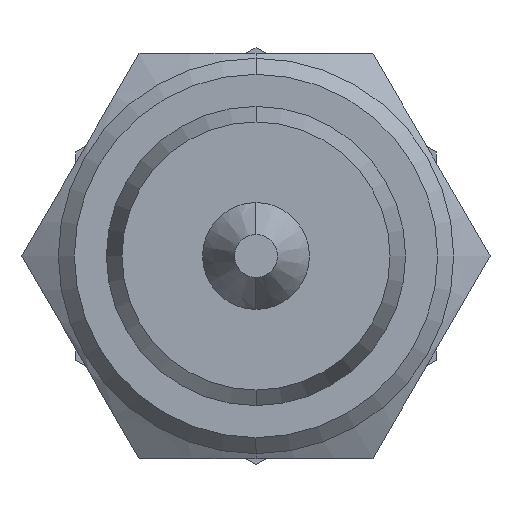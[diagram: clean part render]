
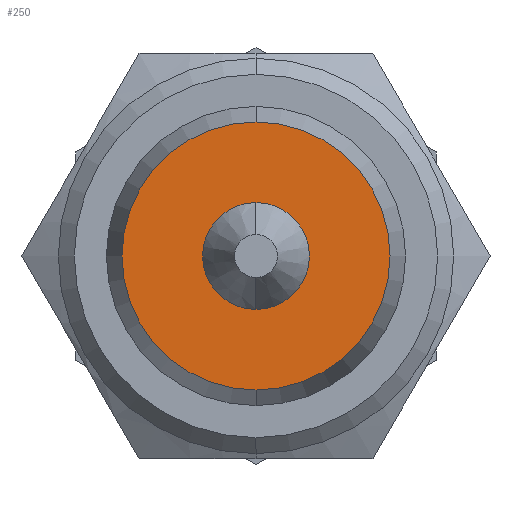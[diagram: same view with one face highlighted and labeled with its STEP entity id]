
A CAD part, front view. The second image highlights one B-rep face of the part: STEP entity #250.
In plain terms, the highlighted planar face has unit normal (0, -1, 0).
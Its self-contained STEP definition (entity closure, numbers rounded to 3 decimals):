
#11 = EDGE_CURVE ( 'NONE', #697, #847, #1795, .T. ) ;
#19 = EDGE_LOOP ( 'NONE', ( #1779, #1758 ) ) ;
#25 = AXIS2_PLACEMENT_3D ( 'NONE', #2062, #1669, #1480 ) ;
#135 = DIRECTION ( 'NONE',  ( 0., 0., -1. ) ) ;
#250 = ADVANCED_FACE ( 'NONE', ( #339, #2359 ), #1678, .T. ) ;
#306 = DIRECTION ( 'NONE',  ( 0., -1., 0. ) ) ;
#339 = FACE_OUTER_BOUND ( 'NONE', #1339, .T. ) ;
#382 = CARTESIAN_POINT ( 'NONE',  ( 0., -41.5, -2.5 ) ) ;
#504 = CARTESIAN_POINT ( 'NONE',  ( 0., -41.5, 0. ) ) ;
#565 = CARTESIAN_POINT ( 'NONE',  ( 0., -41.5, 0. ) ) ;
#573 = ORIENTED_EDGE ( 'NONE', *, *, #1161, .T. ) ;
#697 = VERTEX_POINT ( 'NONE', #382 ) ;
#725 = DIRECTION ( 'NONE',  ( 0., -1., 0. ) ) ;
#763 = CIRCLE ( 'NONE', #843, 6.272 ) ;
#819 = CIRCLE ( 'NONE', #1389, 6.272 ) ;
#843 = AXIS2_PLACEMENT_3D ( 'NONE', #1490, #306, #1685 ) ;
#847 = VERTEX_POINT ( 'NONE', #2039 ) ;
#862 = CIRCLE ( 'NONE', #25, 2.5 ) ;
#944 = CARTESIAN_POINT ( 'NONE',  ( 0., -41.5, -6.272 ) ) ;
#954 = VERTEX_POINT ( 'NONE', #944 ) ;
#1161 = EDGE_CURVE ( 'NONE', #954, #1940, #819, .T. ) ;
#1294 = DIRECTION ( 'NONE',  ( 0., -1., 0. ) ) ;
#1316 = EDGE_CURVE ( 'NONE', #847, #697, #862, .T. ) ;
#1334 = ORIENTED_EDGE ( 'NONE', *, *, #2232, .T. ) ;
#1339 = EDGE_LOOP ( 'NONE', ( #1334, #573 ) ) ;
#1389 = AXIS2_PLACEMENT_3D ( 'NONE', #565, #1933, #2142 ) ;
#1480 = DIRECTION ( 'NONE',  ( 0., 0., -1. ) ) ;
#1490 = CARTESIAN_POINT ( 'NONE',  ( 0., -41.5, 0. ) ) ;
#1639 = AXIS2_PLACEMENT_3D ( 'NONE', #504, #725, #135 ) ;
#1669 = DIRECTION ( 'NONE',  ( 0., -1., 0. ) ) ;
#1678 = PLANE ( 'NONE',  #2369 ) ;
#1685 = DIRECTION ( 'NONE',  ( 0., 0., -1. ) ) ;
#1758 = ORIENTED_EDGE ( 'NONE', *, *, #11, .F. ) ;
#1779 = ORIENTED_EDGE ( 'NONE', *, *, #1316, .F. ) ;
#1795 = CIRCLE ( 'NONE', #1639, 2.5 ) ;
#1872 = CARTESIAN_POINT ( 'NONE',  ( 2.5, -41.5, 0. ) ) ;
#1933 = DIRECTION ( 'NONE',  ( 0., -1., 0. ) ) ;
#1940 = VERTEX_POINT ( 'NONE', #2292 ) ;
#2039 = CARTESIAN_POINT ( 'NONE',  ( 0., -41.5, 2.5 ) ) ;
#2062 = CARTESIAN_POINT ( 'NONE',  ( 0., -41.5, 0. ) ) ;
#2142 = DIRECTION ( 'NONE',  ( 0., 0., -1. ) ) ;
#2232 = EDGE_CURVE ( 'NONE', #1940, #954, #763, .T. ) ;
#2292 = CARTESIAN_POINT ( 'NONE',  ( 0., -41.5, 6.272 ) ) ;
#2359 = FACE_BOUND ( 'NONE', #19, .T. ) ;
#2369 = AXIS2_PLACEMENT_3D ( 'NONE', #1872, #1294, #2467 ) ;
#2467 = DIRECTION ( 'NONE',  ( 0., 0., -1. ) ) ;
